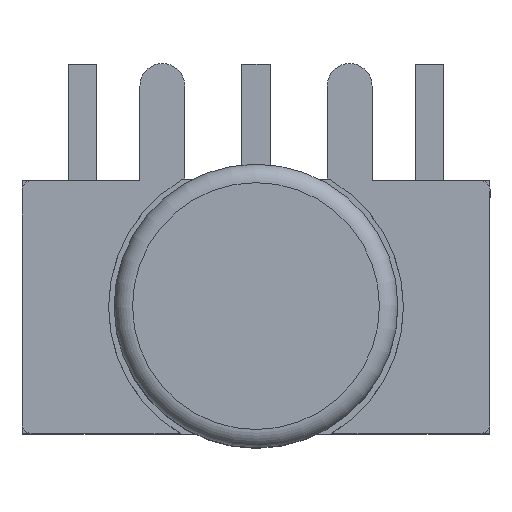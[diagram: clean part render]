
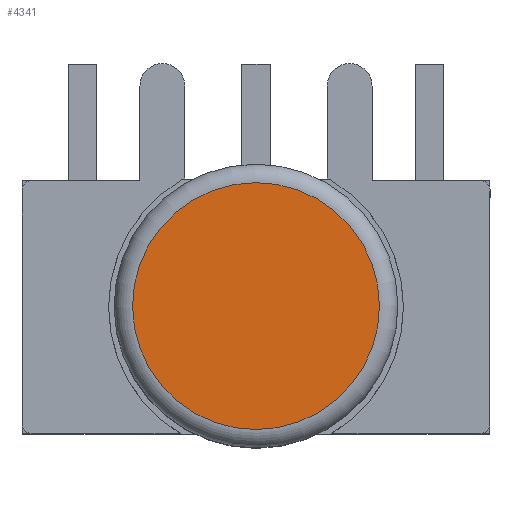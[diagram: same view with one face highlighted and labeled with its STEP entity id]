
A CAD part, top view. The second image highlights one B-rep face of the part: STEP entity #4341.
In plain terms, the highlighted planar face has unit normal (0, 0, 1).
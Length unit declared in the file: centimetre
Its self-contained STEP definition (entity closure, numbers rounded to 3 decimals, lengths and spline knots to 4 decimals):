
#247=PLANE('',#4765);
#497=FACE_OUTER_BOUND('',#754,.T.);
#754=EDGE_LOOP('',(#4000));
#1785=CIRCLE('',#4762,0.335);
#2170=VERTEX_POINT('',#7387);
#2787=EDGE_CURVE('',#2170,#2170,#1785,.T.);
#4000=ORIENTED_EDGE('',*,*,#2787,.F.);
#4341=ADVANCED_FACE('',(#497),#247,.F.);
#4762=AXIS2_PLACEMENT_3D('',#7389,#6019,#6020);
#4765=AXIS2_PLACEMENT_3D('',#7394,#6026,#6027);
#6019=DIRECTION('center_axis',(0.,0.,
-1.));
#6020=DIRECTION('ref_axis',(0.179,-0.984,0.));
#6026=DIRECTION('center_axis',(0.,0.,
-1.));
#6027=DIRECTION('ref_axis',(0.179,-0.984,0.));
#7387=CARTESIAN_POINT('',(-1.6089,0.4193,3.951));
#7389=CARTESIAN_POINT('Origin',(-1.549,0.0897,3.951));
#7394=CARTESIAN_POINT('Origin',(-1.549,0.0897,3.951));
